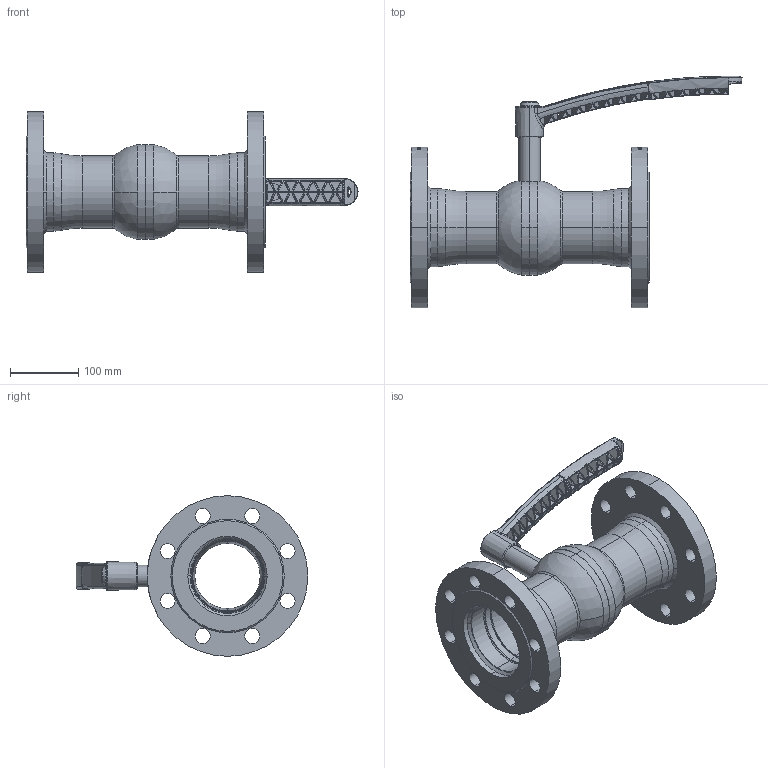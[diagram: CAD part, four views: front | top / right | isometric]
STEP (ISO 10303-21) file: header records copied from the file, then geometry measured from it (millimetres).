
FILE_DESCRIPTION (( 'STEP AP214' ), '1' );
FILE_NAME ('8500425100 010.step', '2025-05-29T08:13:49', ( '' ), ( '' ), 'SwSTEP 2.0', 'SolidWorks 2023', '' );
FILE_SCHEMA (( 'AUTOMOTIVE_DESIGN' ));
Products named in the file (1): 8500425100 010
Bounding box: 485.91 x 338.98 x 235 mm (x, y, z)
Surface area: 456398 mm2 (no closed solid volume)
Topology: 0 solids, 39 shells, 879 faces, 3839 edges, 2903 vertices
Faces by surface type: bspline 363, plane 223, cylinder 183, cone 70, torus 35, sphere 5
Entity records: 79880 total; most frequent: CARTESIAN_POINT 55560, ORIENTED_EDGE 5096, EDGE_CURVE 3819, DIRECTION 3279, VERTEX_POINT 2903, B_SPLINE_CURVE_WITH_KNOTS 2138, AXIS2_PLACEMENT_3D 1269, EDGE_LOOP 1034
